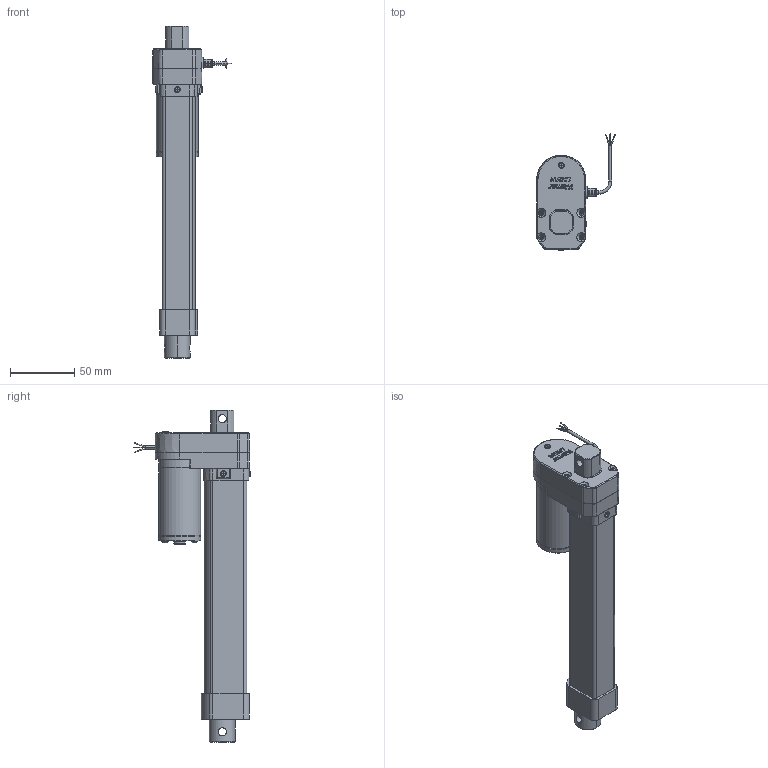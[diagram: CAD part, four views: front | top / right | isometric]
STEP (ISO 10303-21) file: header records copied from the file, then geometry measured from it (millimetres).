
FILE_DESCRIPTION((''),'2;1');
FILE_NAME('7848_ASM','2011-05-11T',('carefree'),(''),'PRO/ENGINEER BY PARAMETRIC TECHNOLOGY CORPORATION, 2005030','PRO/ENGINEER BY PARAMETRIC TECHNOLOGY CORPORATION, 2005030','');
FILE_SCHEMA(('CONFIG_CONTROL_DESIGN'));
Length unit declared in the file: inch
Products named in the file (6): M-TRACK_BASEPLATE; M-TRACK_GEARBOX-COVER; AP4; M-TRACK_SEAL; M-TRACK_CYLINDER; 7848_ASM
Assembly tree (5 placements, depth 2):
  7848_ASM
    M-TRACK_BASEPLATE
    M-TRACK_GEARBOX-COVER
    AP4
    M-TRACK_SEAL
    M-TRACK_CYLINDER
Bounding box: 61.06 x 90.33 x 257.81 mm (x, y, z)
Volume: 135843.5 mm3; surface area: 83550.5 mm2
Topology: 5 solids, 5 shells, 1694 faces, 4142 edges, 2457 vertices
Faces by surface type: plane 491, cylinder 469, torus 335, bspline 209, cone 157, sphere 33
Entity records: 58716 total; most frequent: CARTESIAN_POINT 20133, ORIENTED_EDGE 8136, DIRECTION 8048, EDGE_CURVE 4068, AXIS2_PLACEMENT_3D 3153, VERTEX_POINT 2457, EDGE_LOOP 1789, VECTOR 1742
